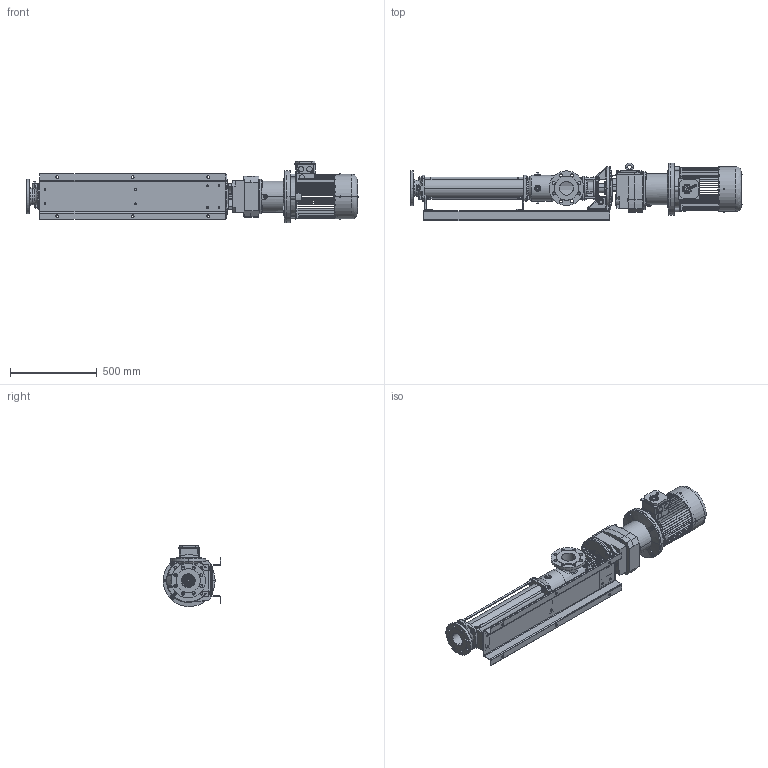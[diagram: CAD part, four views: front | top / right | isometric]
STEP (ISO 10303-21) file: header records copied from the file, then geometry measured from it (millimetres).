
FILE_DESCRIPTION (( 'STEP AP214' ), '1' );
FILE_NAME ('RLGB 591 ASSY.R1. LHS.STEP', '2024-01-25T09:33:25', ( '' ), ( '' ), 'SwSTEP 2.0', 'SolidWorks 2021', '' );
FILE_SCHEMA (( 'AUTOMOTIVE_DESIGN' ));
Length unit declared in the file: millimetre
Products named in the file (6): SBP-591-54-02- SHEET.R1_Default<As Machined>; IEC Gear Part SK772.1F-IEC132 (250x40) RLGB591 & RLGB611.R1; SBP-591-54-02.R1; 7.5kW B5 IEC Motor SK132MP_4B5A300TF RLGB591 & RLGB611.R1; RLGB 591 ASSY.R1. LHS; RLGB591-250X40.R1
Assembly tree (7 placements, depth 3):
  RLGB 591 ASSY.R1. LHS
    RLGB591-250X40.R1
    IEC Gear Part SK772.1F-IEC132 (250x40) RLGB591 & RLGB611.R1  x2
    7.5kW B5 IEC Motor SK132MP_4B5A300TF RLGB591 & RLGB611.R1  x2
    SBP-591-54-02.R1
      SBP-591-54-02- SHEET.R1_Default<As Machined>
Bounding box: 1913.5 x 333 x 353.5 mm (x, y, z)
Volume: 1167388.6 mm3; surface area: 5534693.2 mm2
Topology: 1 solids, 132 shells, 3062 faces, 9919 edges, 6910 vertices
Faces by surface type: plane 1540, cylinder 968, cone 286, bspline 133, torus 128, sphere 7
Entity records: 100711 total; most frequent: CARTESIAN_POINT 25181, DIRECTION 11481, ORIENTED_EDGE 10817, EDGE_CURVE 6321, VERTEX_POINT 4343, AXIS2_PLACEMENT_3D 4175, VECTOR 3131, LINE 3131
